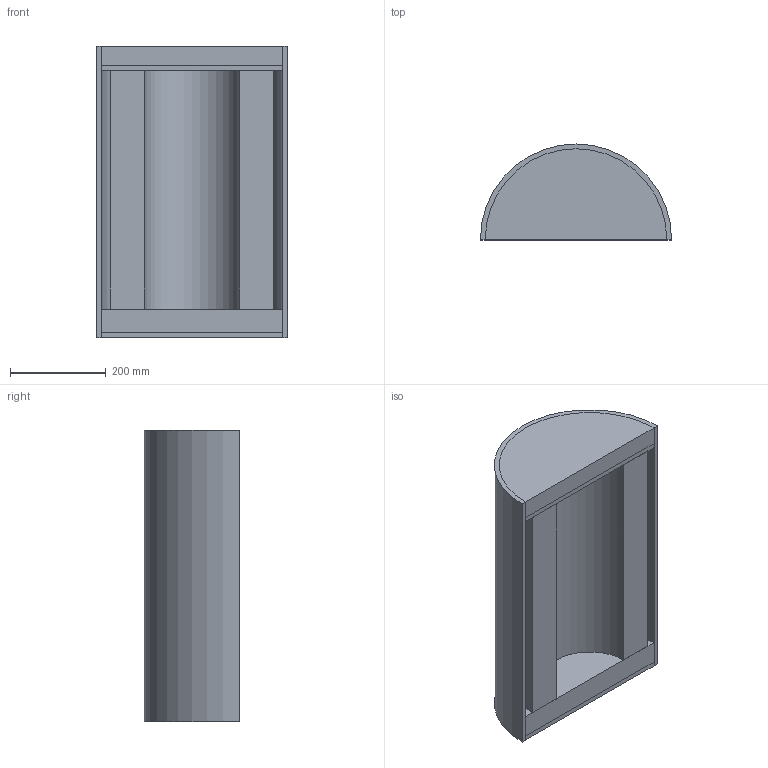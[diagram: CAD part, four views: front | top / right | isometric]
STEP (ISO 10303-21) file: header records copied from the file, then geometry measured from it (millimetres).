
FILE_DESCRIPTION(('Open CASCADE Model'),'2;1');
FILE_NAME('Open CASCADE Shape Model','2022-07-20T17:28:17',('Author'),( 'Open CASCADE'),'Open CASCADE STEP processor 7.5','Open CASCADE 7.5' ,'Unknown');
FILE_SCHEMA(('AUTOMOTIVE_DESIGN { 1 0 10303 214 1 1 1 1 }'));
Length unit declared in the file: millimetre
Products named in the file (15): CQ assembly; reactor; reactor_part; f5e30305-0848-11ed-b205-b07b251d16fc; f5e30305-0848-11ed-b205-b07b251d16fc_part; f5e83605-0848-11ed-a6b8-b07b251d16fc; f5e83605-0848-11ed-a6b8-b07b251d16fc_part; f5e99899-0848-11ed-9ed3-b07b251d16fc; f5e99899-0848-11ed-9ed3-b07b251d16fc_part; f5e99b65-0848-11ed-a2a8-b07b251d16fc; f5e99b65-0848-11ed-a2a8-b07b251d16fc_part; f5ead658-0848-11ed-b14c-b07b251d16fc; f5ead658-0848-11ed-b14c-b07b251d16fc_part; f5ebdc89-0848-11ed-b92d-b07b251d16fc; f5ebdc89-0848-11ed-b92d-b07b251d16fc_part
Assembly tree (14 placements, depth 4):
  CQ assembly
    reactor
      reactor_part
      f5e30305-0848-11ed-b205-b07b251d16fc
        f5e30305-0848-11ed-b205-b07b251d16fc_part
      f5e83605-0848-11ed-a6b8-b07b251d16fc
        f5e83605-0848-11ed-a6b8-b07b251d16fc_part
      f5e99899-0848-11ed-9ed3-b07b251d16fc
        f5e99899-0848-11ed-9ed3-b07b251d16fc_part
      f5e99b65-0848-11ed-a2a8-b07b251d16fc
        f5e99b65-0848-11ed-a2a8-b07b251d16fc_part
      f5ead658-0848-11ed-b14c-b07b251d16fc
        f5ead658-0848-11ed-b14c-b07b251d16fc_part
      f5ebdc89-0848-11ed-b92d-b07b251d16fc
        f5ebdc89-0848-11ed-b92d-b07b251d16fc_part
Bounding box: 400 x 200 x 610 mm (x, y, z)
Volume: 24818582 mm3; surface area: 1886433.5 mm2
Topology: 6 solids, 6 shells, 28 faces, 48 edges, 32 vertices
Faces by surface type: plane 20, cylinder 8
Entity records: 1594 total; most frequent: DIRECTION 246, CARTESIAN_POINT 219, LINE 112, VECTOR 112, ORIENTED_EDGE 96, PCURVE 96, DEFINITIONAL_REPRESENTATION 96, AXIS2_PLACEMENT_3D 59
